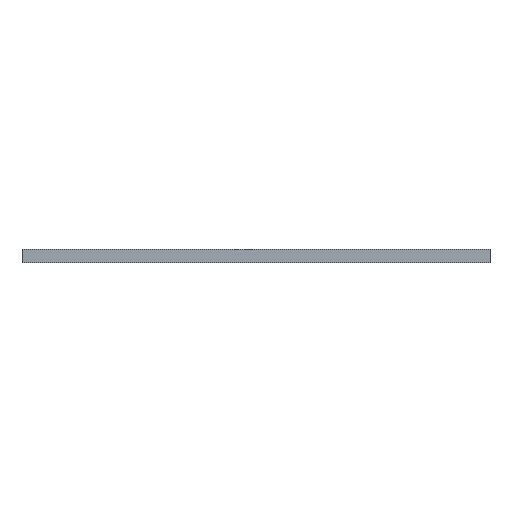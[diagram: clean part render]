
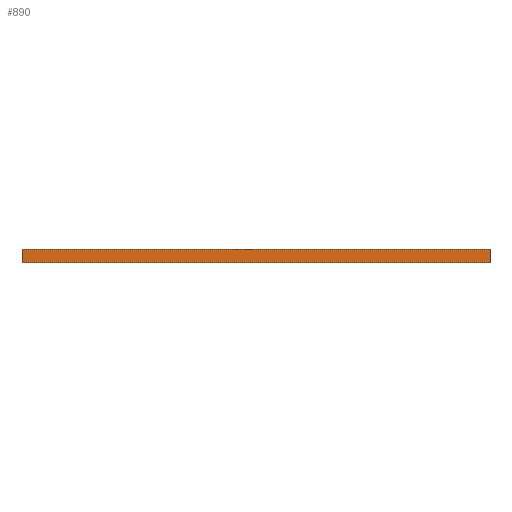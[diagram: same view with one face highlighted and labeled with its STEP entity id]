
A CAD part, front view. The second image highlights one B-rep face of the part: STEP entity #890.
In plain terms, the highlighted planar face has unit normal (0, -1, 0).
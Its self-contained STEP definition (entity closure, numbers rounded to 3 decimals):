
#112 = VERTEX_POINT('',#113);
#113 = CARTESIAN_POINT('',(168.5,-114.,1.6));
#119 = EDGE_CURVE('',#120,#112,#122,.T.);
#120 = VERTEX_POINT('',#121);
#121 = CARTESIAN_POINT('',(168.5,-114.,0.));
#122 = LINE('',#123,#124);
#123 = CARTESIAN_POINT('',(168.5,-114.,0.));
#124 = VECTOR('',#125,1.);
#125 = DIRECTION('',(0.,0.,1.));
#168 = VERTEX_POINT('',#169);
#169 = CARTESIAN_POINT('',(111.5,-114.,0.));
#175 = EDGE_CURVE('',#120,#168,#176,.T.);
#176 = LINE('',#177,#178);
#177 = CARTESIAN_POINT('',(168.5,-114.,0.));
#178 = VECTOR('',#179,1.);
#179 = DIRECTION('',(-1.,0.,0.));
#536 = VERTEX_POINT('',#537);
#537 = CARTESIAN_POINT('',(111.5,-114.,1.6));
#543 = EDGE_CURVE('',#112,#536,#544,.T.);
#544 = LINE('',#545,#546);
#545 = CARTESIAN_POINT('',(168.5,-114.,1.6));
#546 = VECTOR('',#547,1.);
#547 = DIRECTION('',(-1.,0.,0.));
#890 = ADVANCED_FACE('',(#891),#902,.T.);
#891 = FACE_BOUND('',#892,.T.);
#892 = EDGE_LOOP('',(#893,#894,#895,#901));
#893 = ORIENTED_EDGE('',*,*,#119,.T.);
#894 = ORIENTED_EDGE('',*,*,#543,.T.);
#895 = ORIENTED_EDGE('',*,*,#896,.F.);
#896 = EDGE_CURVE('',#168,#536,#897,.T.);
#897 = LINE('',#898,#899);
#898 = CARTESIAN_POINT('',(111.5,-114.,0.));
#899 = VECTOR('',#900,1.);
#900 = DIRECTION('',(0.,0.,1.));
#901 = ORIENTED_EDGE('',*,*,#175,.F.);
#902 = PLANE('',#903);
#903 = AXIS2_PLACEMENT_3D('',#904,#905,#906);
#904 = CARTESIAN_POINT('',(168.5,-114.,0.));
#905 = DIRECTION('',(0.,-1.,0.));
#906 = DIRECTION('',(-1.,0.,0.));
